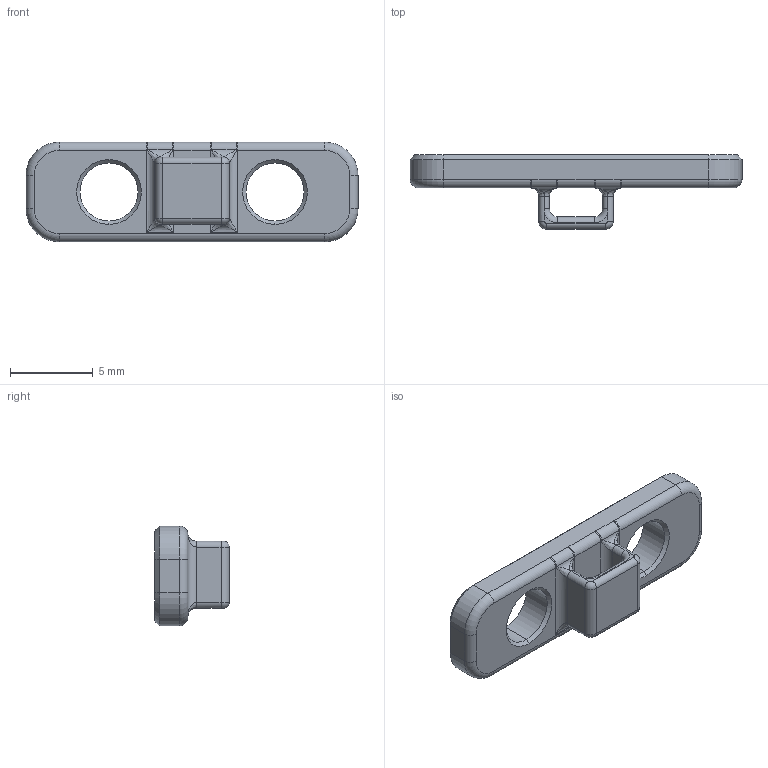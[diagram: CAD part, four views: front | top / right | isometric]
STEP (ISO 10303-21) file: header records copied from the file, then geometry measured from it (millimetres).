
FILE_DESCRIPTION (( 'STEP AP214' ), '1' );
FILE_NAME ('Cable_Clip_Tophat_x2.STEP', '2021-03-22T14:28:01', ( '' ), ( '' ), 'SwSTEP 2.0', 'SolidWorks 2020', '' );
FILE_SCHEMA (( 'AUTOMOTIVE_DESIGN' ));
Length unit declared in the file: centimetre
Products named in the file (1): Cable_Clip_Tophat_x2
Bounding box: 20 x 4.5 x 6 mm (x, y, z)
Volume: 212.6 mm3; surface area: 374.1 mm2
Topology: 1 solids, 1 shells, 98 faces, 234 edges, 128 vertices
Faces by surface type: cylinder 40, plane 18, bspline 16, torus 16, cone 8
Entity records: 3160 total; most frequent: CARTESIAN_POINT 1005, ORIENTED_EDGE 452, DIRECTION 448, EDGE_CURVE 226, AXIS2_PLACEMENT_3D 179, VERTEX_POINT 128, EDGE_LOOP 102, FACE_OUTER_BOUND 98
